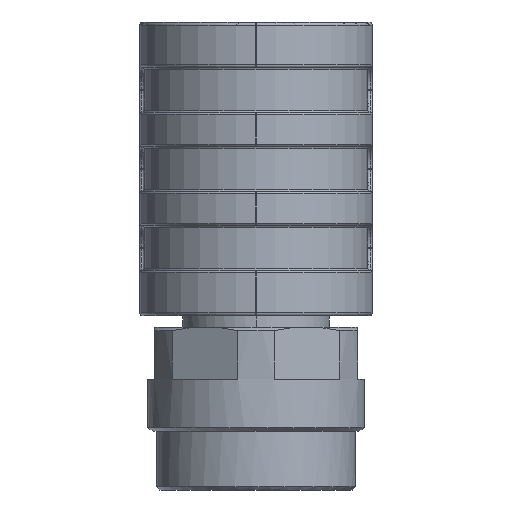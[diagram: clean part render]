
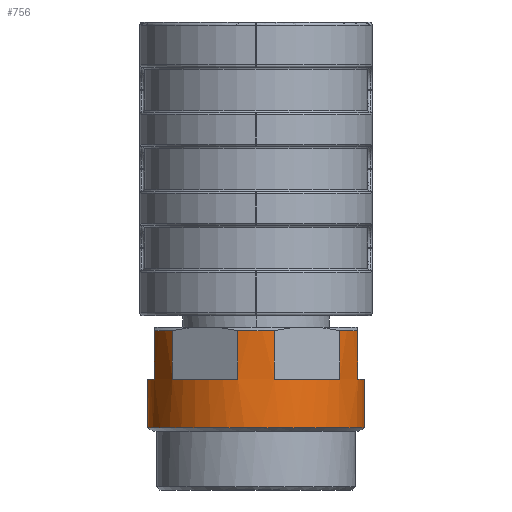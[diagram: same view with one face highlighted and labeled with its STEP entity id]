
A CAD part, front view. The second image highlights one B-rep face of the part: STEP entity #756.
In plain terms, the highlighted cylindrical face has radius 4.8 mm (diameter 9.6 mm), a partial arc.
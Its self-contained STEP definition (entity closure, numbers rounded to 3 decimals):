
#611=AXIS2_PLACEMENT_3D('Cylinder Axis2P3D',#608,#609,#610) ;
#665=AXIS2_PLACEMENT_3D('Circle Axis2P3D',#663,#664,$) ;
#679=AXIS2_PLACEMENT_3D('Circle Axis2P3D',#677,#678,$) ;
#693=AXIS2_PLACEMENT_3D('Circle Axis2P3D',#691,#692,$) ;
#707=AXIS2_PLACEMENT_3D('Circle Axis2P3D',#705,#706,$) ;
#721=AXIS2_PLACEMENT_3D('Circle Axis2P3D',#719,#720,$) ;
#735=AXIS2_PLACEMENT_3D('Circle Axis2P3D',#733,#734,$) ;
#608=CARTESIAN_POINT('Axis2P3D Location',(5.15,5.15,-24.8)) ;
#613=CARTESIAN_POINT('Line Origine',(0.35,5.15,-24.8)) ;
#617=CARTESIAN_POINT('Vertex',(0.35,5.15,2.75)) ;
#619=CARTESIAN_POINT('Vertex',(0.35,5.15,4.9)) ;
#623=CARTESIAN_POINT('Control Point',(0.35,5.15,2.75)) ;
#624=CARTESIAN_POINT('Control Point',(0.35,4.396,2.75)) ;
#625=CARTESIAN_POINT('Control Point',(0.498,3.642,2.75)) ;
#626=CARTESIAN_POINT('Control Point',(0.794,2.927,2.75)) ;
#627=CARTESIAN_POINT('Control Point',(1.651,1.651,2.75)) ;
#628=CARTESIAN_POINT('Control Point',(2.927,0.794,2.75)) ;
#629=CARTESIAN_POINT('Control Point',(3.642,0.498,2.75)) ;
#630=CARTESIAN_POINT('Control Point',(5.15,0.202,2.75)) ;
#631=CARTESIAN_POINT('Control Point',(6.658,0.498,2.75)) ;
#632=CARTESIAN_POINT('Control Point',(7.373,0.794,2.75)) ;
#633=CARTESIAN_POINT('Control Point',(8.649,1.651,2.75)) ;
#634=CARTESIAN_POINT('Control Point',(9.506,2.927,2.75)) ;
#635=CARTESIAN_POINT('Control Point',(9.802,3.642,2.75)) ;
#636=CARTESIAN_POINT('Control Point',(9.95,4.396,2.75)) ;
#637=CARTESIAN_POINT('Control Point',(9.95,5.15,2.75)) ;
#638=CARTESIAN_POINT('Vertex',(9.95,5.15,2.75)) ;
#641=CARTESIAN_POINT('Line Origine',(9.95,5.15,-24.8)) ;
#645=CARTESIAN_POINT('Vertex',(9.95,5.15,4.9)) ;
#649=CARTESIAN_POINT('Control Point',(9.95,5.15,4.9)) ;
#650=CARTESIAN_POINT('Control Point',(9.95,4.581,4.9)) ;
#651=CARTESIAN_POINT('Control Point',(9.848,4.012,4.9)) ;
#652=CARTESIAN_POINT('Control Point',(9.65,3.479,4.9)) ;
#653=CARTESIAN_POINT('Vertex',(9.65,3.479,4.9)) ;
#656=CARTESIAN_POINT('Line Origine',(9.65,3.479,-24.8)) ;
#660=CARTESIAN_POINT('Vertex',(9.65,3.479,7.05)) ;
#663=CARTESIAN_POINT('Axis2P3D Location',(5.15,5.15,7.05)) ;
#667=CARTESIAN_POINT('Vertex',(8.846,2.087,7.05)) ;
#670=CARTESIAN_POINT('Line Origine',(8.846,2.087,-24.8)) ;
#674=CARTESIAN_POINT('Vertex',(8.846,2.087,4.9)) ;
#677=CARTESIAN_POINT('Axis2P3D Location',(5.15,5.15,4.9)) ;
#681=CARTESIAN_POINT('Vertex',(5.953,0.418,4.9)) ;
#684=CARTESIAN_POINT('Line Origine',(5.953,0.418,-24.8)) ;
#688=CARTESIAN_POINT('Vertex',(5.953,0.418,7.05)) ;
#691=CARTESIAN_POINT('Axis2P3D Location',(5.15,5.15,7.05)) ;
#695=CARTESIAN_POINT('Vertex',(4.346,0.418,7.05)) ;
#698=CARTESIAN_POINT('Line Origine',(4.346,0.418,-24.8)) ;
#702=CARTESIAN_POINT('Vertex',(4.346,0.418,4.9)) ;
#705=CARTESIAN_POINT('Axis2P3D Location',(5.15,5.15,4.9)) ;
#709=CARTESIAN_POINT('Vertex',(1.453,2.089,4.9)) ;
#712=CARTESIAN_POINT('Line Origine',(1.453,2.089,-24.8)) ;
#716=CARTESIAN_POINT('Vertex',(1.453,2.089,7.05)) ;
#719=CARTESIAN_POINT('Axis2P3D Location',(5.15,5.15,7.05)) ;
#723=CARTESIAN_POINT('Vertex',(0.65,3.481,7.05)) ;
#726=CARTESIAN_POINT('Line Origine',(0.65,3.481,-24.8)) ;
#730=CARTESIAN_POINT('Vertex',(0.65,3.481,4.9)) ;
#733=CARTESIAN_POINT('Axis2P3D Location',(5.15,5.15,4.9)) ;
#609=DIRECTION('Axis2P3D Direction',(0.,0.,-1.)) ;
#610=DIRECTION('Axis2P3D XDirection',(-1.,0.,0.)) ;
#614=DIRECTION('Vector Direction',(0.,0.,-1.)) ;
#642=DIRECTION('Vector Direction',(0.,0.,-1.)) ;
#657=DIRECTION('Vector Direction',(0.,0.,-1.)) ;
#664=DIRECTION('Axis2P3D Direction',(0.,0.,-1.)) ;
#671=DIRECTION('Vector Direction',(0.,0.,-1.)) ;
#678=DIRECTION('Axis2P3D Direction',(0.,0.,-1.)) ;
#685=DIRECTION('Vector Direction',(0.,0.,-1.)) ;
#692=DIRECTION('Axis2P3D Direction',(0.,0.,-1.)) ;
#699=DIRECTION('Vector Direction',(0.,0.,-1.)) ;
#706=DIRECTION('Axis2P3D Direction',(0.,0.,-1.)) ;
#713=DIRECTION('Vector Direction',(0.,0.,-1.)) ;
#720=DIRECTION('Axis2P3D Direction',(0.,0.,-1.)) ;
#727=DIRECTION('Vector Direction',(0.,0.,-1.)) ;
#734=DIRECTION('Axis2P3D Direction',(0.,0.,-1.)) ;
#615=VECTOR('Line Direction',#614,1.) ;
#643=VECTOR('Line Direction',#642,1.) ;
#658=VECTOR('Line Direction',#657,1.) ;
#672=VECTOR('Line Direction',#671,1.) ;
#686=VECTOR('Line Direction',#685,1.) ;
#700=VECTOR('Line Direction',#699,1.) ;
#714=VECTOR('Line Direction',#713,1.) ;
#728=VECTOR('Line Direction',#727,1.) ;
#739=ORIENTED_EDGE('',*,*,#621,.F.) ;
#740=ORIENTED_EDGE('',*,*,#640,.T.) ;
#741=ORIENTED_EDGE('',*,*,#647,.F.) ;
#742=ORIENTED_EDGE('',*,*,#655,.T.) ;
#743=ORIENTED_EDGE('',*,*,#662,.F.) ;
#744=ORIENTED_EDGE('',*,*,#669,.T.) ;
#745=ORIENTED_EDGE('',*,*,#676,.F.) ;
#746=ORIENTED_EDGE('',*,*,#683,.T.) ;
#747=ORIENTED_EDGE('',*,*,#690,.F.) ;
#748=ORIENTED_EDGE('',*,*,#697,.T.) ;
#749=ORIENTED_EDGE('',*,*,#704,.F.) ;
#750=ORIENTED_EDGE('',*,*,#711,.T.) ;
#751=ORIENTED_EDGE('',*,*,#718,.F.) ;
#752=ORIENTED_EDGE('',*,*,#725,.T.) ;
#753=ORIENTED_EDGE('',*,*,#732,.F.) ;
#754=ORIENTED_EDGE('',*,*,#737,.T.) ;
#756=ADVANCED_FACE('Hauptk\X2\00F6\X0\rper',(#755),#612,.T.) ;
#622=B_SPLINE_CURVE_WITH_KNOTS('',5,(#623,#624,#625,#626,#627,#628,#629,#630,#631,#632,#633,#634,#635,#636,#637),.UNSPECIFIED.,.F.,.U.,(6,3,3,3,6),(-7.54,-3.77,0.,3.77,7.54),.UNSPECIFIED.) ;
#648=B_SPLINE_CURVE_WITH_KNOTS('',3,(#649,#650,#651,#652),.UNSPECIFIED.,.F.,.U.,(4,4),(-0.853,0.853),.UNSPECIFIED.) ;
#666=CIRCLE('generated circle',#665,4.8) ;
#680=CIRCLE('generated circle',#679,4.8) ;
#694=CIRCLE('generated circle',#693,4.8) ;
#708=CIRCLE('generated circle',#707,4.8) ;
#722=CIRCLE('generated circle',#721,4.8) ;
#736=CIRCLE('generated circle',#735,4.8) ;
#612=CYLINDRICAL_SURFACE('generated cylinder',#611,4.8) ;
#621=EDGE_CURVE('',#618,#620,#616,.F.) ;
#640=EDGE_CURVE('',#618,#639,#622,.T.) ;
#647=EDGE_CURVE('',#646,#639,#644,.T.) ;
#655=EDGE_CURVE('',#646,#654,#648,.T.) ;
#662=EDGE_CURVE('',#661,#654,#659,.T.) ;
#669=EDGE_CURVE('',#661,#668,#666,.T.) ;
#676=EDGE_CURVE('',#675,#668,#673,.F.) ;
#683=EDGE_CURVE('',#675,#682,#680,.T.) ;
#690=EDGE_CURVE('',#689,#682,#687,.T.) ;
#697=EDGE_CURVE('',#689,#696,#694,.T.) ;
#704=EDGE_CURVE('',#703,#696,#701,.F.) ;
#711=EDGE_CURVE('',#703,#710,#708,.T.) ;
#718=EDGE_CURVE('',#717,#710,#715,.T.) ;
#725=EDGE_CURVE('',#717,#724,#722,.T.) ;
#732=EDGE_CURVE('',#731,#724,#729,.F.) ;
#737=EDGE_CURVE('',#731,#620,#736,.T.) ;
#738=EDGE_LOOP('',(#739,#740,#741,#742,#743,#744,#745,#746,#747,#748,#749,#750,#751,#752,#753,#754)) ;
#755=FACE_OUTER_BOUND('',#738,.T.) ;
#616=LINE('Line',#613,#615) ;
#644=LINE('Line',#641,#643) ;
#659=LINE('Line',#656,#658) ;
#673=LINE('Line',#670,#672) ;
#687=LINE('Line',#684,#686) ;
#701=LINE('Line',#698,#700) ;
#715=LINE('Line',#712,#714) ;
#729=LINE('Line',#726,#728) ;
#618=VERTEX_POINT('',#617) ;
#620=VERTEX_POINT('',#619) ;
#639=VERTEX_POINT('',#638) ;
#646=VERTEX_POINT('',#645) ;
#654=VERTEX_POINT('',#653) ;
#661=VERTEX_POINT('',#660) ;
#668=VERTEX_POINT('',#667) ;
#675=VERTEX_POINT('',#674) ;
#682=VERTEX_POINT('',#681) ;
#689=VERTEX_POINT('',#688) ;
#696=VERTEX_POINT('',#695) ;
#703=VERTEX_POINT('',#702) ;
#710=VERTEX_POINT('',#709) ;
#717=VERTEX_POINT('',#716) ;
#724=VERTEX_POINT('',#723) ;
#731=VERTEX_POINT('',#730) ;
